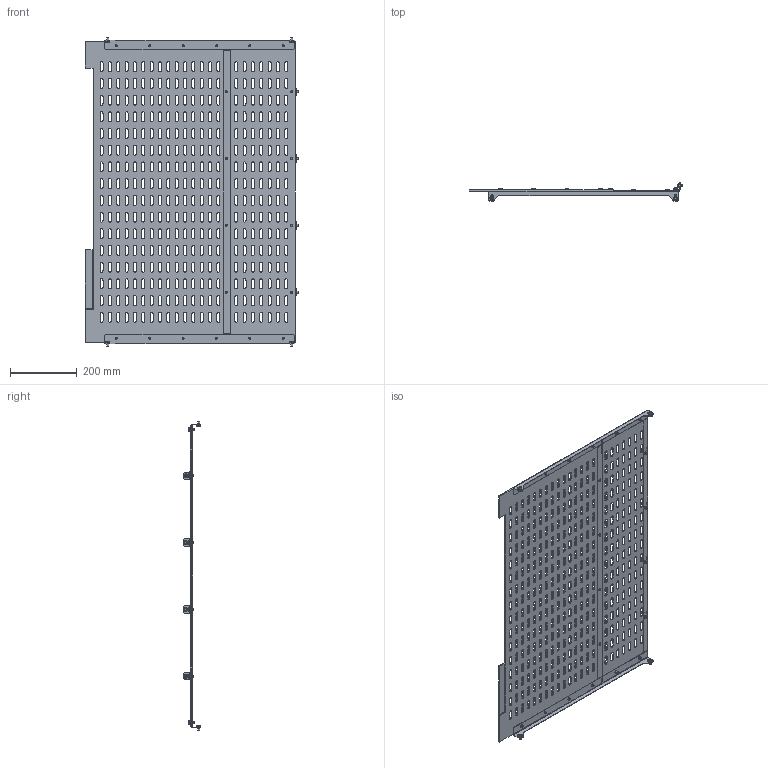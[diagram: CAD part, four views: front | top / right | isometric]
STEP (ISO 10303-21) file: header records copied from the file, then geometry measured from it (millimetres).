
FILE_DESCRIPTION (( 'STEP AP203' ), '1' );
FILE_NAME ('FO-00-3BGW-100-060 FORMAT Ê-ò ñåêö. 3b ARMAT ACB âûêàò. 1000õ600 IEK.STEP', '2025-01-21T10:01:17', ( '' ), ( '' ), 'SwSTEP 2.0', 'SolidWorks 2022', '' );
FILE_SCHEMA (( 'CONFIG_CONTROL_DESIGN' ));
Products named in the file (1): FO-00-3BGW-100-060 FORMAT К-т секц. 3b ARMAT ACB выкат. 1000х600 IEK
Bounding box: 637.7 x 53.1 x 923.4 mm (x, y, z)
Volume: 1644026.7 mm3; surface area: 1088394.1 mm2
Topology: 1 solids, 21 shells, 2639 faces, 7243 edges, 4718 vertices
Faces by surface type: cylinder 1356, plane 1059, cone 112, torus 112
Entity records: 86134 total; most frequent: DIRECTION 15579, CARTESIAN_POINT 14601, ORIENTED_EDGE 14486, EDGE_CURVE 7243, AXIS2_PLACEMENT_3D 5696, VERTEX_POINT 4718, LINE 4187, VECTOR 4187
